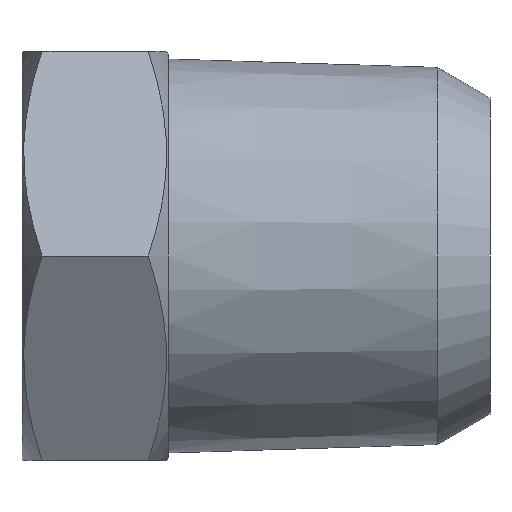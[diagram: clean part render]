
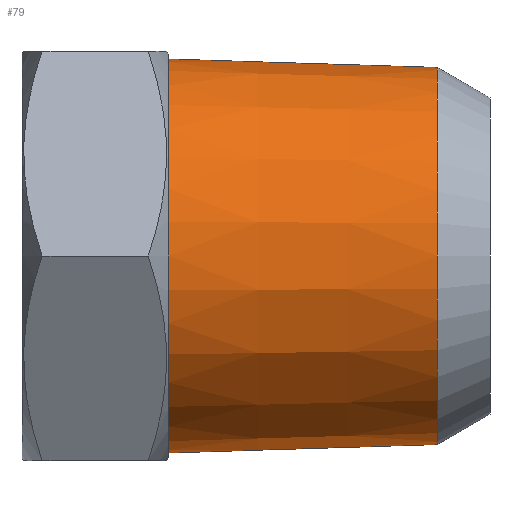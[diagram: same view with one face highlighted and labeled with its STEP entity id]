
A CAD part, left-side view. The second image highlights one B-rep face of the part: STEP entity #79.
In plain terms, the highlighted conical face has half-angle 1.79 degrees and reference radius 6.735 mm.
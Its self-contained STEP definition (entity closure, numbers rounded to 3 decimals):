
#79 = ADVANCED_FACE( 'NONE', ( #102, #103 ), #104, .T. );
#102 = FACE_OUTER_BOUND( '', #144, .T. );
#103 = FACE_BOUND( '', #145, .T. );
#104 = CONICAL_SURFACE( '', #146, 6.735, 0.031 );
#144 = EDGE_LOOP( '', ( #200 ) );
#145 = EDGE_LOOP( '', ( #201 ) );
#146 = AXIS2_PLACEMENT_3D( '', #202, #203, #204 );
#200 = ORIENTED_EDGE( '', *, *, #297, .T. );
#201 = ORIENTED_EDGE( '', *, *, #298, .F. );
#202 = CARTESIAN_POINT( '', ( 0., 11., 0. ) );
#203 = DIRECTION( '', ( 0., 1., 0. ) );
#204 = DIRECTION( '', ( 0., 0., 1. ) );
#297 = EDGE_CURVE( 'NONE', #338, #338, #339, .T. );
#298 = EDGE_CURVE( 'NONE', #340, #340, #341, .T. );
#338 = VERTEX_POINT( '', #461 );
#339 = CIRCLE( '', #462, 6.735 );
#340 = VERTEX_POINT( '', #463 );
#341 = CIRCLE( '', #464, 6.447 );
#461 = CARTESIAN_POINT( '', ( 0., 11., -6.735 ) );
#462 = AXIS2_PLACEMENT_3D( '', #662, #663, #664 );
#463 = CARTESIAN_POINT( '', ( 0., 1.8, -6.447 ) );
#464 = AXIS2_PLACEMENT_3D( '', #665, #666, #667 );
#662 = CARTESIAN_POINT( '', ( 0., 11., 0. ) );
#663 = DIRECTION( '', ( 0., -1., 0. ) );
#664 = DIRECTION( '', ( 0., 0., -1. ) );
#665 = CARTESIAN_POINT( '', ( 0., 1.8, 0. ) );
#666 = DIRECTION( '', ( 0., -1., 0. ) );
#667 = DIRECTION( '', ( 0., 0., -1. ) );
